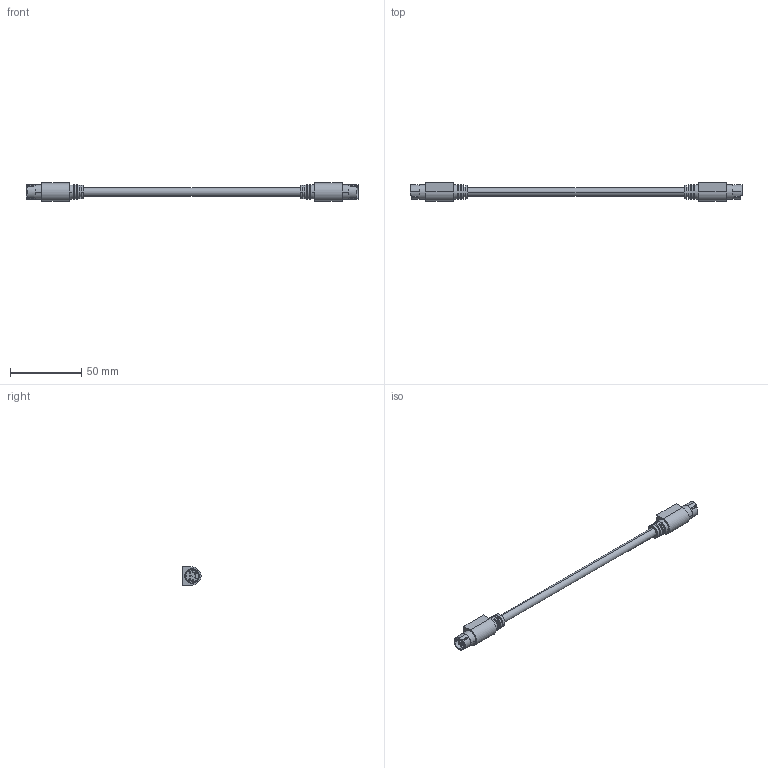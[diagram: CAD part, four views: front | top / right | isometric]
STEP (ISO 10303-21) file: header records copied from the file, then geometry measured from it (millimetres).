
FILE_DESCRIPTION (( 'STEP AP214' ), '1' );
FILE_NAME ('CSMD6MM-3.STEP', '2006-07-20T18:15:57', ( 'L-COM' ), ( 'L-COM' ), 'SwSTEP 2.0', 'SolidWorks 2006004', '' );
FILE_SCHEMA (( 'AUTOMOTIVE_DESIGN' ));
Length unit declared in the file: inch
Products named in the file (5): 3AB07-004 ; 3AB07-041; MTN-120; CSMD6MM-3; CSMD6-MA1
Assembly tree (5 placements, depth 3):
  CSMD6MM-3
    3AB07-041  x2
      3AB07-004 
      MTN-120
    CSMD6-MA1
Bounding box: 233.61 x 12.7 x 12.7 mm (x, y, z)
Volume: 12278.1 mm3; surface area: 7890.5 mm2
Topology: 5 solids, 5 shells, 1202 faces, 3520 edges, 2368 vertices
Faces by surface type: plane 986, cylinder 94, bspline 86, torus 32, cone 4
Entity records: 27071 total; most frequent: CARTESIAN_POINT 9218, ORIENTED_EDGE 3526, DIRECTION 2945, EDGE_CURVE 1763, VECTOR 1481, LINE 1481, VERTEX_POINT 1186, AXIS2_PLACEMENT_3D 732
